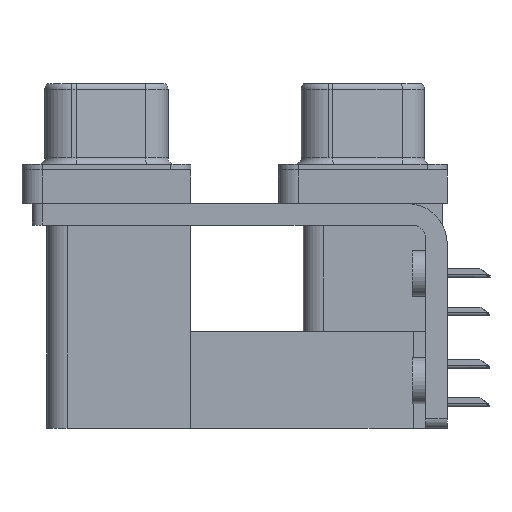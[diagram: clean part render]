
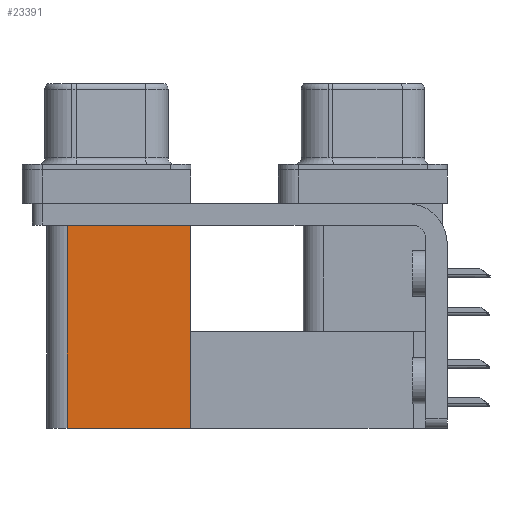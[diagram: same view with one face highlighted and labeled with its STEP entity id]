
A CAD part, left-side view. The second image highlights one B-rep face of the part: STEP entity #23391.
In plain terms, the highlighted planar face has unit normal (-1, 0, 0).
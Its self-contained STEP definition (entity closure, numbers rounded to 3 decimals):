
#1925 = EDGE_LOOP ( 'NONE', ( #30919, #3616, #21732, #24981 ) ) ;
#2706 = LINE ( 'NONE', #3404, #16889 ) ;
#3404 = CARTESIAN_POINT ( 'NONE',  ( 3.765, 12.775, -19.2 ) ) ;
#3616 = ORIENTED_EDGE ( 'NONE', *, *, #11073, .F. ) ;
#3688 = VERTEX_POINT ( 'NONE', #10482 ) ;
#3772 = VECTOR ( 'NONE', #7328, 1000. ) ;
#4332 = DIRECTION ( 'NONE',  ( 0., 1., 0. ) ) ;
#4484 = DIRECTION ( 'NONE',  ( 1., 0., 0. ) ) ;
#5426 = VERTEX_POINT ( 'NONE', #24546 ) ;
#7251 = LINE ( 'NONE', #28145, #32311 ) ;
#7328 = DIRECTION ( 'NONE',  ( 0., 0., 1. ) ) ;
#7476 = EDGE_CURVE ( 'NONE', #5426, #33147, #28211, .T. ) ;
#8842 = PLANE ( 'NONE',  #9080 ) ;
#9080 = AXIS2_PLACEMENT_3D ( 'NONE', #19736, #4484, #33093 ) ;
#10482 = CARTESIAN_POINT ( 'NONE',  ( 3.765, 21.975, -2.5 ) ) ;
#11073 = EDGE_CURVE ( 'NONE', #33282, #3688, #26141, .T. ) ;
#16721 = CARTESIAN_POINT ( 'NONE',  ( 3.765, 21.975, -19.2 ) ) ;
#16883 = DIRECTION ( 'NONE',  ( 0., 0., 1. ) ) ;
#16889 = VECTOR ( 'NONE', #26514, 1000. ) ;
#17820 = EDGE_CURVE ( 'NONE', #33147, #3688, #7251, .T. ) ;
#19736 = CARTESIAN_POINT ( 'NONE',  ( 3.765, 12.775, -19.2 ) ) ;
#20321 = VECTOR ( 'NONE', #16883, 1000. ) ;
#20673 = CARTESIAN_POINT ( 'NONE',  ( 3.765, 21.975, -19.2 ) ) ;
#21732 = ORIENTED_EDGE ( 'NONE', *, *, #27199, .F. ) ;
#23391 = ADVANCED_FACE ( 'NONE', ( #32305 ), #8842, .F. ) ;
#24546 = CARTESIAN_POINT ( 'NONE',  ( 3.765, 12.775, -19.2 ) ) ;
#24981 = ORIENTED_EDGE ( 'NONE', *, *, #7476, .T. ) ;
#26141 = LINE ( 'NONE', #16721, #20321 ) ;
#26514 = DIRECTION ( 'NONE',  ( 0., 1., 0. ) ) ;
#27199 = EDGE_CURVE ( 'NONE', #5426, #33282, #2706, .T. ) ;
#27706 = CARTESIAN_POINT ( 'NONE',  ( 3.765, 12.775, -19.2 ) ) ;
#28145 = CARTESIAN_POINT ( 'NONE',  ( 3.765, 12.775, -2.5 ) ) ;
#28211 = LINE ( 'NONE', #27706, #3772 ) ;
#30919 = ORIENTED_EDGE ( 'NONE', *, *, #17820, .T. ) ;
#32305 = FACE_OUTER_BOUND ( 'NONE', #1925, .T. ) ;
#32311 = VECTOR ( 'NONE', #4332, 1000. ) ;
#33093 = DIRECTION ( 'NONE',  ( 0., 1., 0. ) ) ;
#33147 = VERTEX_POINT ( 'NONE', #33555 ) ;
#33282 = VERTEX_POINT ( 'NONE', #20673 ) ;
#33555 = CARTESIAN_POINT ( 'NONE',  ( 3.765, 12.775, -2.5 ) ) ;
